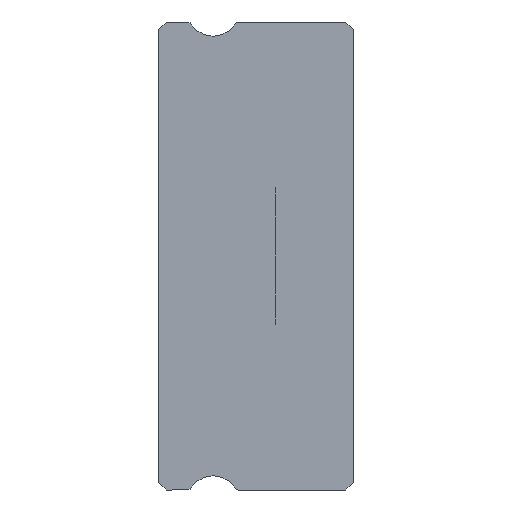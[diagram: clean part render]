
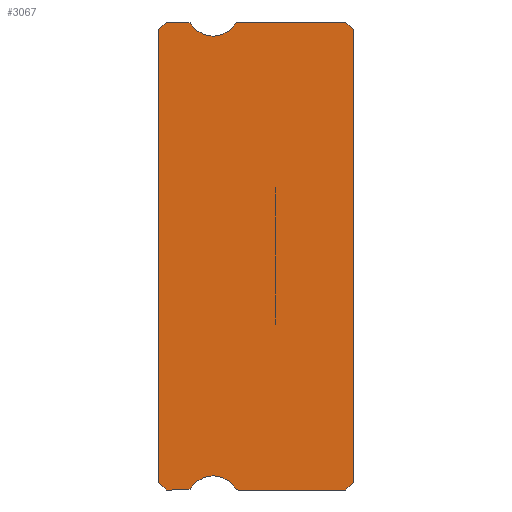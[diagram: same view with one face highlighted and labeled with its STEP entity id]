
A CAD part, left-side view. The second image highlights one B-rep face of the part: STEP entity #3067.
In plain terms, the highlighted planar face has unit normal (-1, 0, 0).
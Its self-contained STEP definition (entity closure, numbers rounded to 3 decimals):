
#60 = CARTESIAN_POINT ( 'NONE',  ( -5., 0., 8.7 ) ) ;
#109 = EDGE_LOOP ( 'NONE', ( #5291, #3787, #638, #3040, #1714, #2101, #2697, #1353, #2317, #481, #892, #2871, #4968, #2890, #1978, #1120, #440 ) ) ;
#182 = EDGE_CURVE ( 'NONE', #3909, #4598, #4246, .T. ) ;
#243 = VERTEX_POINT ( 'NONE', #5065 ) ;
#350 = VERTEX_POINT ( 'NONE', #5287 ) ;
#352 = DIRECTION ( 'NONE',  ( 1., 0., 0. ) ) ;
#366 = CARTESIAN_POINT ( 'NONE',  ( -5., 6.381, -9. ) ) ;
#440 = ORIENTED_EDGE ( 'NONE', *, *, #1238, .T. ) ;
#481 = ORIENTED_EDGE ( 'NONE', *, *, #1061, .F. ) ;
#512 = CARTESIAN_POINT ( 'NONE',  ( -5., 7.2, 9. ) ) ;
#638 = ORIENTED_EDGE ( 'NONE', *, *, #5356, .T. ) ;
#677 = CIRCLE ( 'NONE', #1032, 1. ) ;
#688 = DIRECTION ( 'NONE',  ( 0., 0., -1. ) ) ;
#802 = DIRECTION ( 'NONE',  ( 0., 0.707, -0.707 ) ) ;
#857 = VERTEX_POINT ( 'NONE', #366 ) ;
#862 = CARTESIAN_POINT ( 'NONE',  ( -5., 7.5, 8.7 ) ) ;
#867 = EDGE_CURVE ( 'NONE', #1224, #2020, #5403, .T. ) ;
#880 = VERTEX_POINT ( 'NONE', #4359 ) ;
#887 = DIRECTION ( 'NONE',  ( -1., 0., 0. ) ) ;
#892 = ORIENTED_EDGE ( 'NONE', *, *, #867, .F. ) ;
#926 = AXIS2_PLACEMENT_3D ( 'NONE', #1102, #1953, #688 ) ;
#946 = LINE ( 'NONE', #3005, #1913 ) ;
#1007 = EDGE_CURVE ( 'NONE', #2551, #857, #4379, .T. ) ;
#1029 = DIRECTION ( 'NONE',  ( 0., 1., 0. ) ) ;
#1032 = AXIS2_PLACEMENT_3D ( 'NONE', #4216, #887, #1797 ) ;
#1039 = EDGE_CURVE ( 'NONE', #1532, #2859, #3973, .T. ) ;
#1047 = FACE_OUTER_BOUND ( 'NONE', #109, .T. ) ;
#1061 = EDGE_CURVE ( 'NONE', #2020, #4647, #3151, .T. ) ;
#1102 = CARTESIAN_POINT ( 'NONE',  ( -5., 5.4, 9.45 ) ) ;
#1120 = ORIENTED_EDGE ( 'NONE', *, *, #1413, .T. ) ;
#1123 = LINE ( 'NONE', #3957, #3410 ) ;
#1136 = CARTESIAN_POINT ( 'NONE',  ( -5., 7.5, -8.7 ) ) ;
#1163 = CARTESIAN_POINT ( 'NONE',  ( -5., 0.3, 9. ) ) ;
#1224 = VERTEX_POINT ( 'NONE', #4548 ) ;
#1238 = EDGE_CURVE ( 'NONE', #3355, #3774, #2895, .T. ) ;
#1310 = DIRECTION ( 'NONE',  ( 0., -0.707, -0.707 ) ) ;
#1353 = ORIENTED_EDGE ( 'NONE', *, *, #1039, .F. ) ;
#1413 = EDGE_CURVE ( 'NONE', #243, #3355, #2294, .T. ) ;
#1447 = EDGE_CURVE ( 'NONE', #243, #4168, #4095, .T. ) ;
#1478 = CARTESIAN_POINT ( 'NONE',  ( -5., 0., -8.7 ) ) ;
#1483 = VECTOR ( 'NONE', #4828, 1000. ) ;
#1506 = DIRECTION ( 'NONE',  ( 0., 0.707, -0.707 ) ) ;
#1513 = PLANE ( 'NONE',  #4562 ) ;
#1521 = DIRECTION ( 'NONE',  ( 1., 0., 0. ) ) ;
#1532 = VERTEX_POINT ( 'NONE', #4125 ) ;
#1617 = DIRECTION ( 'NONE',  ( 1., 0., 0. ) ) ;
#1659 = DIRECTION ( 'NONE',  ( 0., 1., 0. ) ) ;
#1673 = DIRECTION ( 'NONE',  ( 0., -1., 0. ) ) ;
#1683 = CARTESIAN_POINT ( 'NONE',  ( -5., 0.3, -9. ) ) ;
#1714 = ORIENTED_EDGE ( 'NONE', *, *, #5307, .F. ) ;
#1719 = DIRECTION ( 'NONE',  ( 0., 0., 1. ) ) ;
#1797 = DIRECTION ( 'NONE',  ( 0., 0., -1. ) ) ;
#1800 = LINE ( 'NONE', #60, #4329 ) ;
#1811 = CARTESIAN_POINT ( 'NONE',  ( -5., 5.4, 9.45 ) ) ;
#1846 = CARTESIAN_POINT ( 'NONE',  ( -5., 6.381, 8.85 ) ) ;
#1913 = VECTOR ( 'NONE', #4239, 1000. ) ;
#1915 = DIRECTION ( 'NONE',  ( 0., 0., -1. ) ) ;
#1953 = DIRECTION ( 'NONE',  ( -1., 0., 0. ) ) ;
#1978 = ORIENTED_EDGE ( 'NONE', *, *, #1447, .F. ) ;
#2020 = VERTEX_POINT ( 'NONE', #3588 ) ;
#2060 = EDGE_CURVE ( 'NONE', #2768, #4779, #4959, .T. ) ;
#2100 = CARTESIAN_POINT ( 'NONE',  ( -5., 4.547, 8.928 ) ) ;
#2101 = ORIENTED_EDGE ( 'NONE', *, *, #4250, .F. ) ;
#2162 = DIRECTION ( 'NONE',  ( -1., 0., 0. ) ) ;
#2294 = LINE ( 'NONE', #2348, #4801 ) ;
#2310 = DIRECTION ( 'NONE',  ( 0., 0., -1. ) ) ;
#2317 = ORIENTED_EDGE ( 'NONE', *, *, #3563, .T. ) ;
#2348 = CARTESIAN_POINT ( 'NONE',  ( -5., 7.2, 9. ) ) ;
#2531 = CARTESIAN_POINT ( 'NONE',  ( -5., 4.419, 8.85 ) ) ;
#2551 = VERTEX_POINT ( 'NONE', #2737 ) ;
#2573 = CARTESIAN_POINT ( 'NONE',  ( -5., 7.2, -9. ) ) ;
#2697 = ORIENTED_EDGE ( 'NONE', *, *, #3826, .F. ) ;
#2725 = DIRECTION ( 'NONE',  ( 1., 0., 0. ) ) ;
#2737 = CARTESIAN_POINT ( 'NONE',  ( -5., 6.253, -8.928 ) ) ;
#2768 = VERTEX_POINT ( 'NONE', #2806 ) ;
#2771 = DIRECTION ( 'NONE',  ( 0., 0., 1. ) ) ;
#2782 = EDGE_CURVE ( 'NONE', #4779, #1224, #3863, .T. ) ;
#2806 = CARTESIAN_POINT ( 'NONE',  ( -5., 5.4, 8.45 ) ) ;
#2826 = DIRECTION ( 'NONE',  ( 0., 0., -1. ) ) ;
#2857 = VECTOR ( 'NONE', #802, 1000. ) ;
#2859 = VERTEX_POINT ( 'NONE', #1683 ) ;
#2871 = ORIENTED_EDGE ( 'NONE', *, *, #2782, .F. ) ;
#2890 = ORIENTED_EDGE ( 'NONE', *, *, #5439, .F. ) ;
#2895 = LINE ( 'NONE', #862, #2857 ) ;
#2959 = AXIS2_PLACEMENT_3D ( 'NONE', #3561, #1521, #4045 ) ;
#3005 = CARTESIAN_POINT ( 'NONE',  ( -5., 6.381, -9. ) ) ;
#3018 = EDGE_CURVE ( 'NONE', #3909, #3774, #1123, .T. ) ;
#3040 = ORIENTED_EDGE ( 'NONE', *, *, #1007, .F. ) ;
#3052 = AXIS2_PLACEMENT_3D ( 'NONE', #1811, #2162, #5129 ) ;
#3067 = ADVANCED_FACE ( 'NONE', ( #1047 ), #1513, .F. ) ;
#3151 = LINE ( 'NONE', #1163, #1483 ) ;
#3292 = DIRECTION ( 'NONE',  ( 0., 0., -1. ) ) ;
#3322 = CARTESIAN_POINT ( 'NONE',  ( -5., 4.419, -8.85 ) ) ;
#3355 = VERTEX_POINT ( 'NONE', #512 ) ;
#3410 = VECTOR ( 'NONE', #2771, 1000. ) ;
#3561 = CARTESIAN_POINT ( 'NONE',  ( -5., 6.381, 8.85 ) ) ;
#3563 = EDGE_CURVE ( 'NONE', #1532, #4647, #1800, .T. ) ;
#3588 = CARTESIAN_POINT ( 'NONE',  ( -5., 0.3, 9. ) ) ;
#3682 = VECTOR ( 'NONE', #1506, 1000. ) ;
#3774 = VERTEX_POINT ( 'NONE', #5420 ) ;
#3781 = LINE ( 'NONE', #5336, #4152 ) ;
#3787 = ORIENTED_EDGE ( 'NONE', *, *, #182, .T. ) ;
#3826 = EDGE_CURVE ( 'NONE', #2859, #880, #3781, .T. ) ;
#3863 = CIRCLE ( 'NONE', #4557, 0.15 ) ;
#3909 = VERTEX_POINT ( 'NONE', #1136 ) ;
#3942 = AXIS2_PLACEMENT_3D ( 'NONE', #4907, #4472, #1915 ) ;
#3957 = CARTESIAN_POINT ( 'NONE',  ( -5., 7.5, 8.85 ) ) ;
#3973 = LINE ( 'NONE', #1478, #3682 ) ;
#4004 = AXIS2_PLACEMENT_3D ( 'NONE', #3322, #1617, #3292 ) ;
#4011 = CIRCLE ( 'NONE', #3052, 1. ) ;
#4045 = DIRECTION ( 'NONE',  ( 0., 0., -1. ) ) ;
#4095 = CIRCLE ( 'NONE', #2959, 0.15 ) ;
#4125 = CARTESIAN_POINT ( 'NONE',  ( -5., 0., -8.7 ) ) ;
#4152 = VECTOR ( 'NONE', #1659, 1000. ) ;
#4168 = VERTEX_POINT ( 'NONE', #4937 ) ;
#4216 = CARTESIAN_POINT ( 'NONE',  ( -5., 5.4, -9.45 ) ) ;
#4239 = DIRECTION ( 'NONE',  ( 0., -1., 0. ) ) ;
#4246 = LINE ( 'NONE', #2573, #4732 ) ;
#4250 = EDGE_CURVE ( 'NONE', #880, #350, #4883, .T. ) ;
#4329 = VECTOR ( 'NONE', #1719, 1000. ) ;
#4359 = CARTESIAN_POINT ( 'NONE',  ( -5., 4.419, -9. ) ) ;
#4379 = CIRCLE ( 'NONE', #3942, 0.15 ) ;
#4472 = DIRECTION ( 'NONE',  ( 1., 0., 0. ) ) ;
#4548 = CARTESIAN_POINT ( 'NONE',  ( -5., 4.419, 9. ) ) ;
#4557 = AXIS2_PLACEMENT_3D ( 'NONE', #2531, #352, #2826 ) ;
#4562 = AXIS2_PLACEMENT_3D ( 'NONE', #1846, #2725, #2310 ) ;
#4598 = VERTEX_POINT ( 'NONE', #4909 ) ;
#4647 = VERTEX_POINT ( 'NONE', #4852 ) ;
#4732 = VECTOR ( 'NONE', #1310, 1000. ) ;
#4779 = VERTEX_POINT ( 'NONE', #2100 ) ;
#4801 = VECTOR ( 'NONE', #1029, 1000. ) ;
#4828 = DIRECTION ( 'NONE',  ( 0., -0.707, -0.707 ) ) ;
#4852 = CARTESIAN_POINT ( 'NONE',  ( -5., 0., 8.7 ) ) ;
#4883 = CIRCLE ( 'NONE', #4004, 0.15 ) ;
#4907 = CARTESIAN_POINT ( 'NONE',  ( -5., 6.381, -8.85 ) ) ;
#4909 = CARTESIAN_POINT ( 'NONE',  ( -5., 7.2, -9. ) ) ;
#4937 = CARTESIAN_POINT ( 'NONE',  ( -5., 6.253, 8.928 ) ) ;
#4959 = CIRCLE ( 'NONE', #926, 1. ) ;
#4968 = ORIENTED_EDGE ( 'NONE', *, *, #2060, .F. ) ;
#5065 = CARTESIAN_POINT ( 'NONE',  ( -5., 6.381, 9. ) ) ;
#5129 = DIRECTION ( 'NONE',  ( 0., 0., -1. ) ) ;
#5157 = VECTOR ( 'NONE', #1673, 1000. ) ;
#5287 = CARTESIAN_POINT ( 'NONE',  ( -5., 4.547, -8.928 ) ) ;
#5291 = ORIENTED_EDGE ( 'NONE', *, *, #3018, .F. ) ;
#5307 = EDGE_CURVE ( 'NONE', #350, #2551, #677, .T. ) ;
#5336 = CARTESIAN_POINT ( 'NONE',  ( -5., 6.381, -9. ) ) ;
#5356 = EDGE_CURVE ( 'NONE', #4598, #857, #946, .T. ) ;
#5403 = LINE ( 'NONE', #5435, #5157 ) ;
#5420 = CARTESIAN_POINT ( 'NONE',  ( -5., 7.5, 8.7 ) ) ;
#5435 = CARTESIAN_POINT ( 'NONE',  ( -5., 6.381, 9. ) ) ;
#5439 = EDGE_CURVE ( 'NONE', #4168, #2768, #4011, .T. ) ;
